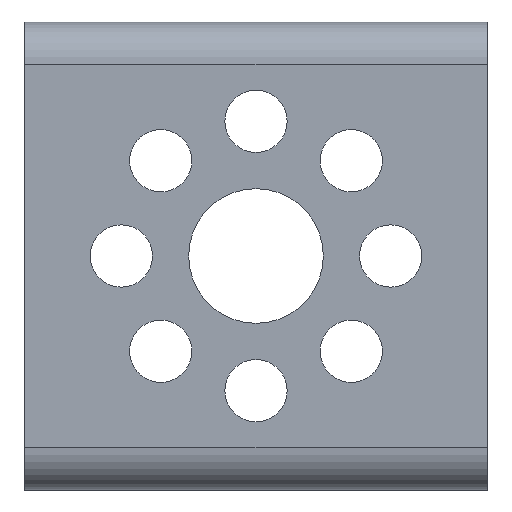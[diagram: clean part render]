
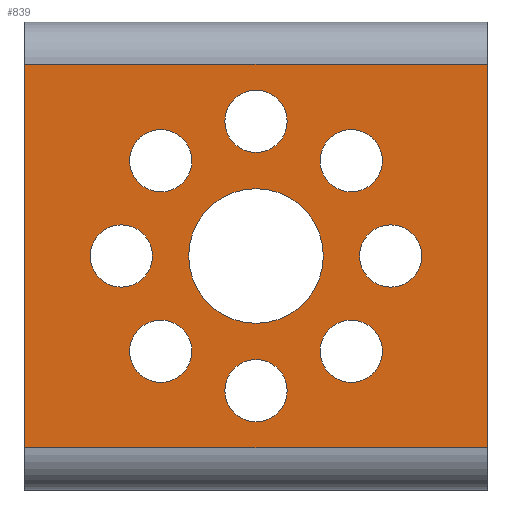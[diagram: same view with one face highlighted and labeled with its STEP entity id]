
A CAD part, left-side view. The second image highlights one B-rep face of the part: STEP entity #839.
In plain terms, the highlighted planar face has unit normal (-1, 0, 0).
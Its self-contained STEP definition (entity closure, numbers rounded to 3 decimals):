
#42=FACE_BOUND('',#176,.T.);
#43=FACE_BOUND('',#177,.T.);
#44=FACE_BOUND('',#178,.T.);
#45=FACE_BOUND('',#179,.T.);
#46=FACE_BOUND('',#180,.T.);
#47=FACE_BOUND('',#181,.T.);
#48=FACE_BOUND('',#182,.T.);
#49=FACE_BOUND('',#183,.T.);
#50=FACE_BOUND('',#184,.T.);
#74=PLANE('',#952);
#109=FACE_OUTER_BOUND('',#175,.T.);
#175=EDGE_LOOP('',(#721,#722,#723,#724));
#176=EDGE_LOOP('',(#725));
#177=EDGE_LOOP('',(#726));
#178=EDGE_LOOP('',(#727));
#179=EDGE_LOOP('',(#728));
#180=EDGE_LOOP('',(#729));
#181=EDGE_LOOP('',(#730));
#182=EDGE_LOOP('',(#731));
#183=EDGE_LOOP('',(#732));
#184=EDGE_LOOP('',(#733));
#243=LINE('',#1398,#292);
#251=LINE('',#1420,#300);
#256=LINE('',#1429,#305);
#257=LINE('',#1430,#306);
#292=VECTOR('',#1167,1000.);
#300=VECTOR('',#1187,1000.);
#305=VECTOR('',#1196,1000.);
#306=VECTOR('',#1197,1000.);
#308=CIRCLE('',#862,1.85);
#310=CIRCLE('',#865,1.85);
#312=CIRCLE('',#868,1.85);
#314=CIRCLE('',#871,1.85);
#316=CIRCLE('',#874,1.85);
#318=CIRCLE('',#877,1.85);
#320=CIRCLE('',#880,1.85);
#322=CIRCLE('',#883,1.85);
#324=CIRCLE('',#886,4.);
#370=VERTEX_POINT('',#1218);
#372=VERTEX_POINT('',#1224);
#374=VERTEX_POINT('',#1230);
#376=VERTEX_POINT('',#1236);
#378=VERTEX_POINT('',#1242);
#380=VERTEX_POINT('',#1248);
#382=VERTEX_POINT('',#1254);
#384=VERTEX_POINT('',#1260);
#386=VERTEX_POINT('',#1266);
#431=VERTEX_POINT('',#1396);
#432=VERTEX_POINT('',#1397);
#439=VERTEX_POINT('',#1417);
#440=VERTEX_POINT('',#1419);
#445=EDGE_CURVE('',#370,#370,#308,.T.);
#448=EDGE_CURVE('',#372,#372,#310,.T.);
#451=EDGE_CURVE('',#374,#374,#312,.T.);
#454=EDGE_CURVE('',#376,#376,#314,.T.);
#457=EDGE_CURVE('',#378,#378,#316,.T.);
#460=EDGE_CURVE('',#380,#380,#318,.T.);
#463=EDGE_CURVE('',#382,#382,#320,.T.);
#466=EDGE_CURVE('',#384,#384,#322,.T.);
#469=EDGE_CURVE('',#386,#386,#324,.T.);
#532=EDGE_CURVE('',#431,#432,#243,.T.);
#544=EDGE_CURVE('',#439,#440,#251,.T.);
#550=EDGE_CURVE('',#439,#432,#256,.T.);
#551=EDGE_CURVE('',#431,#440,#257,.T.);
#721=ORIENTED_EDGE('',*,*,#544,.F.);
#722=ORIENTED_EDGE('',*,*,#550,.T.);
#723=ORIENTED_EDGE('',*,*,#532,.F.);
#724=ORIENTED_EDGE('',*,*,#551,.T.);
#725=ORIENTED_EDGE('',*,*,#445,.F.);
#726=ORIENTED_EDGE('',*,*,#448,.F.);
#727=ORIENTED_EDGE('',*,*,#451,.F.);
#728=ORIENTED_EDGE('',*,*,#454,.F.);
#729=ORIENTED_EDGE('',*,*,#457,.F.);
#730=ORIENTED_EDGE('',*,*,#460,.F.);
#731=ORIENTED_EDGE('',*,*,#463,.F.);
#732=ORIENTED_EDGE('',*,*,#466,.F.);
#733=ORIENTED_EDGE('',*,*,#469,.F.);
#839=ADVANCED_FACE('',(#109,#42,#43,#44,#45,#46,#47,#48,#49,#50),#74,.F.);
#862=AXIS2_PLACEMENT_3D('',#1220,#968,#969);
#865=AXIS2_PLACEMENT_3D('',#1226,#975,#976);
#868=AXIS2_PLACEMENT_3D('',#1232,#982,#983);
#871=AXIS2_PLACEMENT_3D('',#1238,#989,#990);
#874=AXIS2_PLACEMENT_3D('',#1244,#996,#997);
#877=AXIS2_PLACEMENT_3D('',#1250,#1003,#1004);
#880=AXIS2_PLACEMENT_3D('',#1256,#1010,#1011);
#883=AXIS2_PLACEMENT_3D('',#1262,#1017,#1018);
#886=AXIS2_PLACEMENT_3D('',#1268,#1024,#1025);
#952=AXIS2_PLACEMENT_3D('',#1428,#1194,#1195);
#968=DIRECTION('center_axis',(-1.,0.,0.));
#969=DIRECTION('ref_axis',(0.,0.,1.));
#975=DIRECTION('center_axis',(-1.,0.,0.));
#976=DIRECTION('ref_axis',(0.,0.,1.));
#982=DIRECTION('center_axis',(-1.,0.,0.));
#983=DIRECTION('ref_axis',(0.,0.,1.));
#989=DIRECTION('center_axis',(-1.,0.,0.));
#990=DIRECTION('ref_axis',(0.,0.,1.));
#996=DIRECTION('center_axis',(-1.,0.,0.));
#997=DIRECTION('ref_axis',(0.,0.,1.));
#1003=DIRECTION('center_axis',(-1.,0.,0.));
#1004=DIRECTION('ref_axis',(0.,0.,1.));
#1010=DIRECTION('center_axis',(-1.,0.,0.));
#1011=DIRECTION('ref_axis',(0.,0.,1.));
#1017=DIRECTION('center_axis',(-1.,0.,0.));
#1018=DIRECTION('ref_axis',(0.,0.,1.));
#1024=DIRECTION('center_axis',(-1.,0.,0.));
#1025=DIRECTION('ref_axis',(0.,0.,1.));
#1167=DIRECTION('',(0.,0.,1.));
#1187=DIRECTION('',(0.,0.,-1.));
#1194=DIRECTION('center_axis',(1.,0.,0.));
#1195=DIRECTION('ref_axis',(0.,0.,-1.));
#1196=DIRECTION('',(0.,1.,0.));
#1197=DIRECTION('',(0.,-1.,0.));
#1218=CARTESIAN_POINT('',(0.,-5.66,-7.51));
#1220=CARTESIAN_POINT('Origin',(0.,-5.66,-5.66));
#1224=CARTESIAN_POINT('',(0.,-5.66,3.81));
#1226=CARTESIAN_POINT('Origin',(0.,-5.66,5.66));
#1230=CARTESIAN_POINT('',(0.,5.66,3.81));
#1232=CARTESIAN_POINT('Origin',(0.,5.66,5.66));
#1236=CARTESIAN_POINT('',(0.,5.66,-7.51));
#1238=CARTESIAN_POINT('Origin',(0.,5.66,-5.66));
#1242=CARTESIAN_POINT('',(0.,8.,-1.85));
#1244=CARTESIAN_POINT('Origin',(0.,8.,0.));
#1248=CARTESIAN_POINT('',(0.,-8.,-1.85));
#1250=CARTESIAN_POINT('Origin',(0.,-8.,0.));
#1254=CARTESIAN_POINT('',(0.,0.,-9.85));
#1256=CARTESIAN_POINT('Origin',(0.,0.,-8.));
#1260=CARTESIAN_POINT('',(0.,0.,6.15));
#1262=CARTESIAN_POINT('Origin',(0.,0.,8.));
#1266=CARTESIAN_POINT('',(0.,0.,-4.));
#1268=CARTESIAN_POINT('Origin',(0.,0.,0.));
#1396=CARTESIAN_POINT('',(0.,13.75,-11.4));
#1397=CARTESIAN_POINT('',(0.,13.75,11.4));
#1398=CARTESIAN_POINT('',(0.,13.75,13.9));
#1417=CARTESIAN_POINT('',(0.,-13.75,11.4));
#1419=CARTESIAN_POINT('',(0.,-13.75,-11.4));
#1420=CARTESIAN_POINT('',(0.,-13.75,13.9));
#1428=CARTESIAN_POINT('Origin',(0.,-13.75,-13.9));
#1429=CARTESIAN_POINT('',(0.,-13.75,11.4));
#1430=CARTESIAN_POINT('',(0.,-13.75,-11.4));
